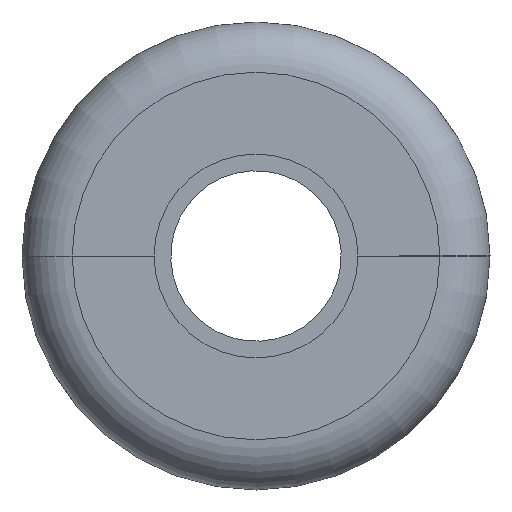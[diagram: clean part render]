
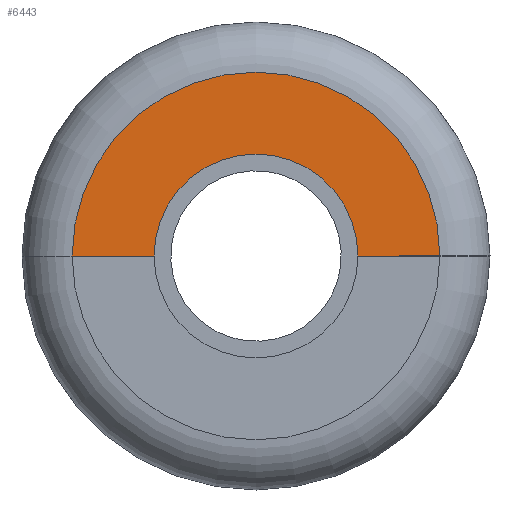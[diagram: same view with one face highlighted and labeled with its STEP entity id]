
A CAD part, front view. The second image highlights one B-rep face of the part: STEP entity #6443.
In plain terms, the highlighted planar face has unit normal (0, -1, 0).
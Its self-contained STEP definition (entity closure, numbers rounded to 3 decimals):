
#549=PLANE('',#7372);
#993=FACE_OUTER_BOUND('',#1443,.T.);
#1443=EDGE_LOOP('',(#5864,#5865,#5866,#5867));
#1638=LINE('',#13235,#1879);
#1675=LINE('',#14351,#1916);
#1879=VECTOR('',#8946,10.);
#1916=VECTOR('',#9309,10.);
#2436=CIRCLE('',#7349,11.);
#2447=CIRCLE('',#7371,6.1);
#2866=VERTEX_POINT('',#13232);
#2867=VERTEX_POINT('',#13234);
#2966=VERTEX_POINT('',#14348);
#2967=VERTEX_POINT('',#14350);
#3733=EDGE_CURVE('',#2866,#2867,#1638,.T.);
#3917=EDGE_CURVE('',#2966,#2967,#1675,.T.);
#3928=EDGE_CURVE('',#2867,#2966,#2436,.T.);
#3939=EDGE_CURVE('',#2866,#2967,#2447,.T.);
#5864=ORIENTED_EDGE('',*,*,#3733,.F.);
#5865=ORIENTED_EDGE('',*,*,#3939,.T.);
#5866=ORIENTED_EDGE('',*,*,#3917,.F.);
#5867=ORIENTED_EDGE('',*,*,#3928,.F.);
#6443=ADVANCED_FACE('',(#993),#549,.T.);
#7349=AXIS2_PLACEMENT_3D('',#14373,#9327,#9328);
#7371=AXIS2_PLACEMENT_3D('',#14395,#9371,#9372);
#7372=AXIS2_PLACEMENT_3D('',#14396,#9373,#9374);
#8946=DIRECTION('',(-1.,0.,0.));
#9309=DIRECTION('',(-1.,0.,0.));
#9327=DIRECTION('center_axis',(0.,1.,0.));
#9328=DIRECTION('ref_axis',(-1.,0.,0.));
#9371=DIRECTION('center_axis',(0.,1.,0.));
#9372=DIRECTION('ref_axis',(-1.,0.,0.));
#9373=DIRECTION('center_axis',(0.,-1.,0.));
#9374=DIRECTION('ref_axis',(0.,0.,-1.));
#13232=CARTESIAN_POINT('',(-6.1,0.,0.));
#13234=CARTESIAN_POINT('',(-11.,0.,0.));
#13235=CARTESIAN_POINT('',(-6.1,0.,0.));
#14348=CARTESIAN_POINT('',(11.,0.,0.));
#14350=CARTESIAN_POINT('',(6.1,0.,0.));
#14351=CARTESIAN_POINT('',(6.1,0.,0.));
#14373=CARTESIAN_POINT('Origin',(0.,0.,
0.));
#14395=CARTESIAN_POINT('Origin',(0.,0.,
0.));
#14396=CARTESIAN_POINT('Origin',(-11.,0.,0.));
